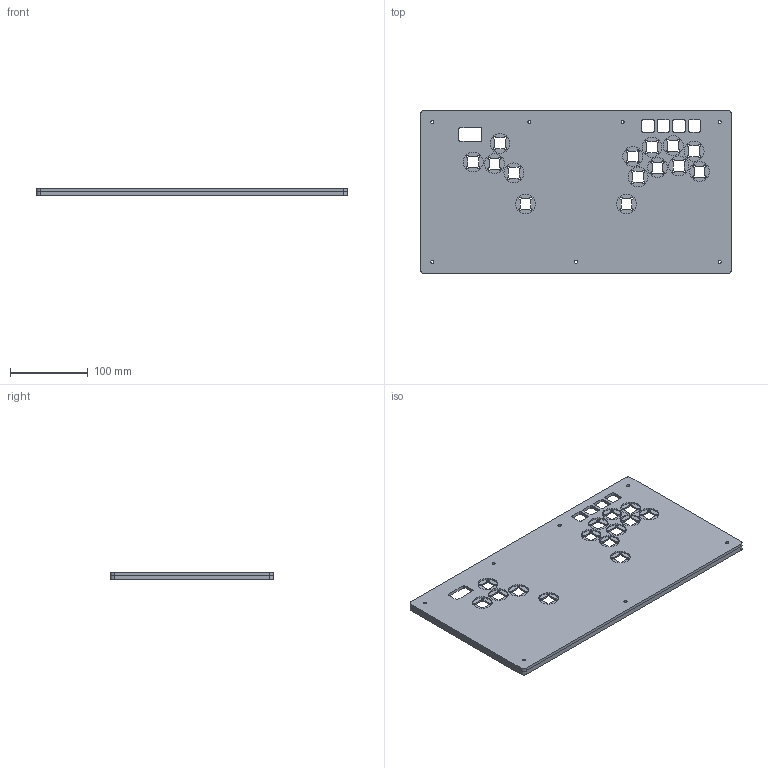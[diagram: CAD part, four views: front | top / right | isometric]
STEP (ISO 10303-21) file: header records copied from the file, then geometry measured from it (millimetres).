
FILE_DESCRIPTION(('FreeCAD Model'),'2;1');
FILE_NAME('Open CASCADE Shape Model','2024-02-09T17:48:20',(''),(''), 'Open CASCADE STEP processor 7.7','FreeCAD','Unknown');
FILE_SCHEMA(('AUTOMOTIVE_DESIGN { 1 0 10303 214 1 1 1 1 }'));
Length unit declared in the file: millimetre
Products named in the file (1): middle
Bounding box: 400 x 210 x 10 mm (x, y, z)
Volume: 574592.7 mm3; surface area: 182750.9 mm2
Topology: 1 solids, 1 shells, 270 faces, 749 edges, 495 vertices
Faces by surface type: cylinder 152, plane 118
Full cylindrical faces by diameter (mm): 4 x12, 25.5 x14
Entity records: 8907 total; most frequent: DIRECTION 1586, CARTESIAN_POINT 1515, ORIENTED_EDGE 1498, EDGE_CURVE 749, AXIS2_PLACEMENT_3D 566, VERTEX_POINT 495, LINE 454, VECTOR 454
